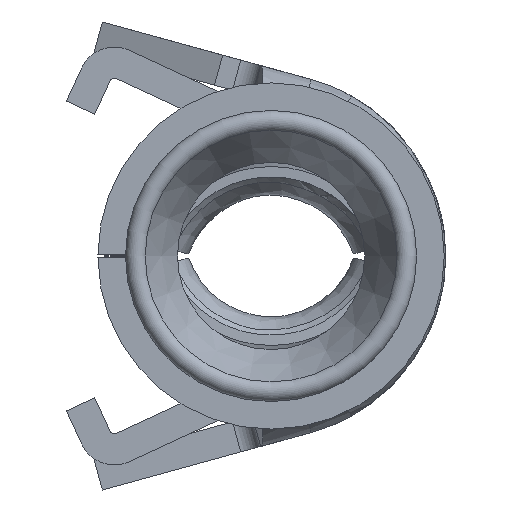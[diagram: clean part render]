
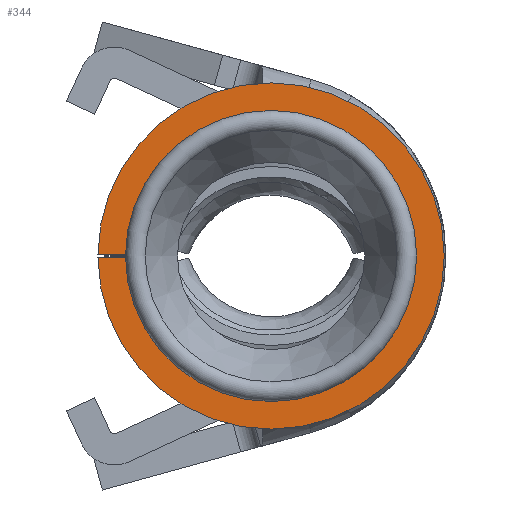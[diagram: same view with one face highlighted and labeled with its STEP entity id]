
A CAD part, left-side view. The second image highlights one B-rep face of the part: STEP entity #344.
In plain terms, the highlighted planar face has unit normal (-1, 0, 0).
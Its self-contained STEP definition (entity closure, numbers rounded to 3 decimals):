
#231=PLANE('',#3071);
#344=ADVANCED_FACE('',(#546),#231,.T.);
#546=FACE_OUTER_BOUND('',#699,.T.);
#699=EDGE_LOOP('',(#1898,#1899,#1900,#1901));
#1066=LINE('',#5398,#1297);
#1067=LINE('',#5425,#1298);
#1297=VECTOR('',#3591,1.);
#1298=VECTOR('',#3594,1.);
#1898=ORIENTED_EDGE('',*,*,#2739,.T.);
#1899=ORIENTED_EDGE('',*,*,#2740,.T.);
#1900=ORIENTED_EDGE('',*,*,#2741,.T.);
#1901=ORIENTED_EDGE('',*,*,#2738,.F.);
#2187=VERTEX_POINT('',#3853);
#2197=VERTEX_POINT('',#3875);
#2377=VERTEX_POINT('',#5397);
#2378=VERTEX_POINT('',#5424);
#2738=EDGE_CURVE('',#2377,#2187,#1066,.T.);
#2739=EDGE_CURVE('',#2377,#2378,#2910,.T.);
#2740=EDGE_CURVE('',#2378,#2197,#1067,.T.);
#2741=EDGE_CURVE('',#2197,#2187,#2911,.T.);
#2910=CIRCLE('',#3069,1.665);
#2911=CIRCLE('',#3070,1.245);
#3069=AXIS2_PLACEMENT_3D('',#5423,#3592,#3593);
#3070=AXIS2_PLACEMENT_3D('',#5426,#3595,#3596);
#3071=AXIS2_PLACEMENT_3D('',#5427,#3597,#3598);
#3591=DIRECTION('',(0.,-1.,0.));
#3592=DIRECTION('',(-1.,0.,0.));
#3593=DIRECTION('',(0.,1.,-0.006));
#3594=DIRECTION('',(0.,-1.,0.));
#3595=DIRECTION('',(1.,0.,0.));
#3596=DIRECTION('',(0.,1.,0.008));
#3597=DIRECTION('',(-1.,0.,0.));
#3598=DIRECTION('',(0.,-1.,0.));
#3853=CARTESIAN_POINT('',(-1.1,1.245,-0.01));
#3875=CARTESIAN_POINT('',(-1.1,1.245,0.01));
#5397=CARTESIAN_POINT('',(-1.1,1.665,-0.01));
#5398=CARTESIAN_POINT('',(-1.1,1.665,-0.01));
#5423=CARTESIAN_POINT('',(-1.1,0.,0.));
#5424=CARTESIAN_POINT('',(-1.1,1.665,0.01));
#5425=CARTESIAN_POINT('',(-1.1,1.665,0.01));
#5426=CARTESIAN_POINT('',(-1.1,0.,0.));
#5427=CARTESIAN_POINT('',(-1.1,0.,0.));
